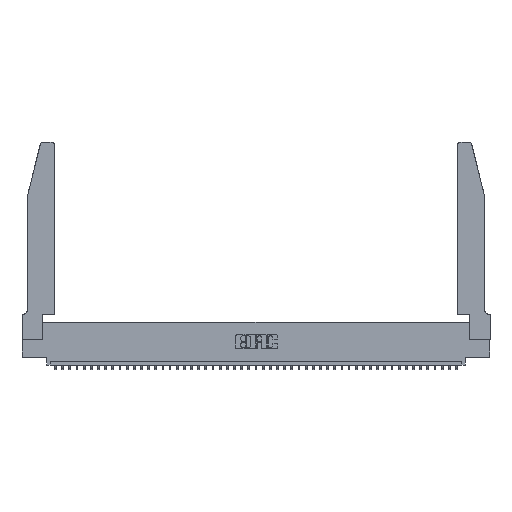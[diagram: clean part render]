
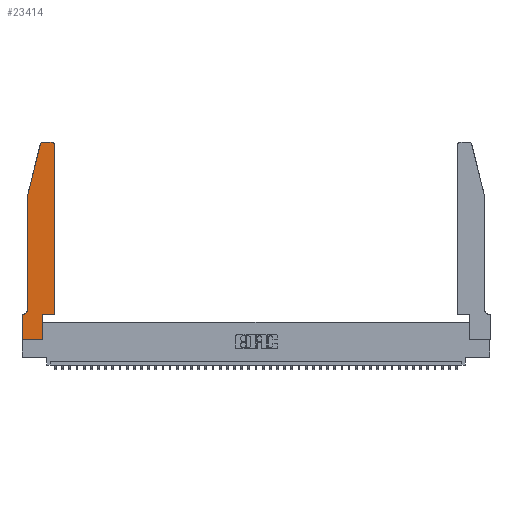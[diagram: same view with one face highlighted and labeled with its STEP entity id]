
A CAD part, top view. The second image highlights one B-rep face of the part: STEP entity #23414.
In plain terms, the highlighted planar face has unit normal (0, 0, 1).
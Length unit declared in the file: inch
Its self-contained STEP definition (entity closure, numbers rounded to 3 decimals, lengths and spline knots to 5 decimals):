
#166 = CARTESIAN_POINT ( 'NONE',  ( 0.4505, 0.35, 0.37 ) ) ;
#383 = CARTESIAN_POINT ( 'NONE',  ( 0.0755, 2., 0.37 ) ) ;
#1089 = CARTESIAN_POINT ( 'NONE',  ( 0., 0.35, 0.37 ) ) ;
#2172 = LINE ( 'NONE', #40420, #36388 ) ;
#2217 = CARTESIAN_POINT ( 'NONE',  ( 0.4505, 2.72, 0.37 ) ) ;
#2368 = LINE ( 'NONE', #10120, #25999 ) ;
#2900 = CARTESIAN_POINT ( 'NONE',  ( 0.284, 2.72, 0.37 ) ) ;
#3019 = EDGE_CURVE ( 'NONE', #31925, #22924, #41711, .T. ) ;
#4092 = ORIENTED_EDGE ( 'NONE', *, *, #29870, .T. ) ;
#4316 = AXIS2_PLACEMENT_3D ( 'NONE', #2900, #17077, #20501 ) ;
#4714 = VERTEX_POINT ( 'NONE', #38718 ) ;
#5213 = VERTEX_POINT ( 'NONE', #31916 ) ;
#5953 = CARTESIAN_POINT ( 'NONE',  ( 0.4505, 0.35, 0.37 ) ) ;
#6579 = DIRECTION ( 'NONE',  ( 0., 0., 1. ) ) ;
#6995 = ORIENTED_EDGE ( 'NONE', *, *, #19639, .T. ) ;
#9073 = ORIENTED_EDGE ( 'NONE', *, *, #16804, .T. ) ;
#9078 = ORIENTED_EDGE ( 'NONE', *, *, #36581, .T. ) ;
#9222 = LINE ( 'NONE', #40149, #9733 ) ;
#9302 = DIRECTION ( 'NONE',  ( 0., -1., 0. ) ) ;
#9382 = VERTEX_POINT ( 'NONE', #1089 ) ;
#9733 = VECTOR ( 'NONE', #36416, 39.37008 ) ;
#9946 = DIRECTION ( 'NONE',  ( 1., 0., 0. ) ) ;
#10120 = CARTESIAN_POINT ( 'NONE',  ( 0.0755, 0.35, 0.37 ) ) ;
#10528 = CARTESIAN_POINT ( 'NONE',  ( 0.4205, 2.75, 0.37 ) ) ;
#10889 = VECTOR ( 'NONE', #28452, 39.37008 ) ;
#11669 = FACE_OUTER_BOUND ( 'NONE', #30361, .T. ) ;
#12488 = CIRCLE ( 'NONE', #37095, 0.07 ) ;
#12907 = CARTESIAN_POINT ( 'NONE',  ( 0.4505, 0.35, 0.37 ) ) ;
#13213 = LINE ( 'NONE', #33422, #20971 ) ;
#13692 = LINE ( 'NONE', #166, #10889 ) ;
#15334 = CIRCLE ( 'NONE', #34892, 0.03 ) ;
#15795 = CARTESIAN_POINT ( 'NONE',  ( 0.0055, 0.42, 0.37 ) ) ;
#16697 = CARTESIAN_POINT ( 'NONE',  ( 0.0755, 2., 0.37 ) ) ;
#16804 = EDGE_CURVE ( 'NONE', #22924, #39725, #13213, .T. ) ;
#17077 = DIRECTION ( 'NONE',  ( 0., 0., 1. ) ) ;
#17527 = ORIENTED_EDGE ( 'NONE', *, *, #26250, .T. ) ;
#18144 = LINE ( 'NONE', #12907, #34764 ) ;
#18568 = CARTESIAN_POINT ( 'NONE',  ( 0.284, 2.75, 0.37 ) ) ;
#18623 = CARTESIAN_POINT ( 'NONE',  ( 0.4205, 2.72, 0.37 ) ) ;
#19051 = DIRECTION ( 'NONE',  ( 0., 0., -1. ) ) ;
#19639 = EDGE_CURVE ( 'NONE', #9382, #4714, #2172, .T. ) ;
#19768 = LINE ( 'NONE', #16697, #39635 ) ;
#20215 = DIRECTION ( 'NONE',  ( 0., 1., 0. ) ) ;
#20501 = DIRECTION ( 'NONE',  ( 1., 0., 0. ) ) ;
#20743 = EDGE_CURVE ( 'NONE', #39725, #5213, #19768, .T. ) ;
#20924 = ORIENTED_EDGE ( 'NONE', *, *, #43387, .T. ) ;
#20971 = VECTOR ( 'NONE', #36493, 39.37008 ) ;
#21101 = EDGE_CURVE ( 'NONE', #5213, #41120, #12488, .T. ) ;
#21643 = EDGE_CURVE ( 'NONE', #24536, #31925, #36215, .T. ) ;
#21883 = ORIENTED_EDGE ( 'NONE', *, *, #21643, .T. ) ;
#22223 = CARTESIAN_POINT ( 'NONE',  ( 0.2865, 0., 0.37 ) ) ;
#22436 = DIRECTION ( 'NONE',  ( -1., 0., 0. ) ) ;
#22924 = VERTEX_POINT ( 'NONE', #44935 ) ;
#23414 = ADVANCED_FACE ( 'NONE', ( #11669 ), #26161, .T. ) ;
#24536 = VERTEX_POINT ( 'NONE', #10528 ) ;
#25788 = VERTEX_POINT ( 'NONE', #43586 ) ;
#25999 = VECTOR ( 'NONE', #38555, 39.37008 ) ;
#26161 = PLANE ( 'NONE',  #41951 ) ;
#26250 = EDGE_CURVE ( 'NONE', #32192, #24536, #15334, .T. ) ;
#26733 = VECTOR ( 'NONE', #27833, 39.37008 ) ;
#27567 = ORIENTED_EDGE ( 'NONE', *, *, #20743, .T. ) ;
#27833 = DIRECTION ( 'NONE',  ( 0., 1., 0. ) ) ;
#28452 = DIRECTION ( 'NONE',  ( 1., 0., 0. ) ) ;
#28781 = CARTESIAN_POINT ( 'NONE',  ( 0.0055, 0.35, 0.37 ) ) ;
#28888 = ORIENTED_EDGE ( 'NONE', *, *, #3019, .T. ) ;
#29704 = DIRECTION ( 'NONE',  ( 0., 0., 1. ) ) ;
#29870 = EDGE_CURVE ( 'NONE', #41120, #9382, #2368, .T. ) ;
#30361 = EDGE_LOOP ( 'NONE', ( #21883, #28888, #9073, #27567, #38961, #4092, #6995, #9078, #33166, #20924, #33459, #17527 ) ) ;
#31373 = EDGE_CURVE ( 'NONE', #35125, #32192, #18144, .T. ) ;
#31916 = CARTESIAN_POINT ( 'NONE',  ( 0.0755, 0.42, 0.37 ) ) ;
#31925 = VERTEX_POINT ( 'NONE', #18568 ) ;
#32192 = VERTEX_POINT ( 'NONE', #2217 ) ;
#33166 = ORIENTED_EDGE ( 'NONE', *, *, #34080, .T. ) ;
#33220 = CARTESIAN_POINT ( 'NONE',  ( 0.2605, 2.75, 0.37 ) ) ;
#33422 = CARTESIAN_POINT ( 'NONE',  ( 0.0755, 2., 0.37 ) ) ;
#33459 = ORIENTED_EDGE ( 'NONE', *, *, #31373, .T. ) ;
#33889 = CARTESIAN_POINT ( 'NONE',  ( 0.2865, 0.35, 0.37 ) ) ;
#34080 = EDGE_CURVE ( 'NONE', #34385, #25788, #38341, .T. ) ;
#34385 = VERTEX_POINT ( 'NONE', #22223 ) ;
#34764 = VECTOR ( 'NONE', #20215, 39.37008 ) ;
#34892 = AXIS2_PLACEMENT_3D ( 'NONE', #18623, #6579, #9946 ) ;
#35125 = VERTEX_POINT ( 'NONE', #5953 ) ;
#36215 = LINE ( 'NONE', #33220, #42841 ) ;
#36388 = VECTOR ( 'NONE', #9302, 39.37008 ) ;
#36416 = DIRECTION ( 'NONE',  ( 1., 0., 0. ) ) ;
#36493 = DIRECTION ( 'NONE',  ( -0.239, -0.971, 0. ) ) ;
#36581 = EDGE_CURVE ( 'NONE', #4714, #34385, #9222, .T. ) ;
#37095 = AXIS2_PLACEMENT_3D ( 'NONE', #15795, #19051, #22436 ) ;
#37292 = CARTESIAN_POINT ( 'NONE',  ( 0., 0.35, 0.37 ) ) ;
#38341 = LINE ( 'NONE', #33889, #26733 ) ;
#38555 = DIRECTION ( 'NONE',  ( -1., 0., 0. ) ) ;
#38718 = CARTESIAN_POINT ( 'NONE',  ( 0., 0., 0.37 ) ) ;
#38749 = DIRECTION ( 'NONE',  ( 0., -1., 0. ) ) ;
#38961 = ORIENTED_EDGE ( 'NONE', *, *, #21101, .T. ) ;
#39635 = VECTOR ( 'NONE', #38749, 39.37008 ) ;
#39725 = VERTEX_POINT ( 'NONE', #383 ) ;
#40149 = CARTESIAN_POINT ( 'NONE',  ( 0., 0., 0.37 ) ) ;
#40243 = DIRECTION ( 'NONE',  ( 1., 0., 0. ) ) ;
#40420 = CARTESIAN_POINT ( 'NONE',  ( 0., 0., 0.37 ) ) ;
#41120 = VERTEX_POINT ( 'NONE', #28781 ) ;
#41432 = DIRECTION ( 'NONE',  ( -1., 0., 0. ) ) ;
#41711 = CIRCLE ( 'NONE', #4316, 0.03 ) ;
#41951 = AXIS2_PLACEMENT_3D ( 'NONE', #37292, #29704, #40243 ) ;
#42841 = VECTOR ( 'NONE', #41432, 39.37008 ) ;
#43387 = EDGE_CURVE ( 'NONE', #25788, #35125, #13692, .T. ) ;
#43586 = CARTESIAN_POINT ( 'NONE',  ( 0.2865, 0.35, 0.37 ) ) ;
#44935 = CARTESIAN_POINT ( 'NONE',  ( 0.25487, 2.72718, 0.37 ) ) ;
